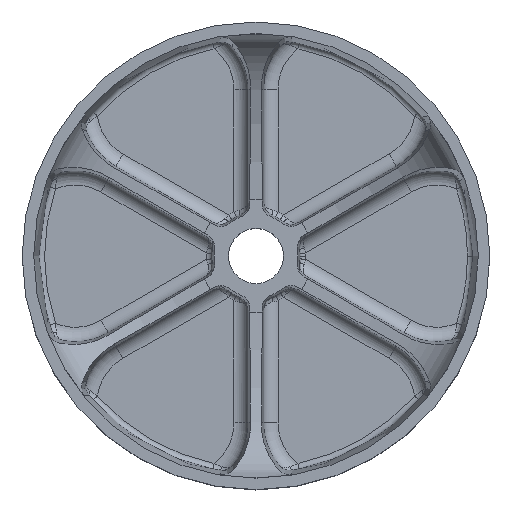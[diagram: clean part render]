
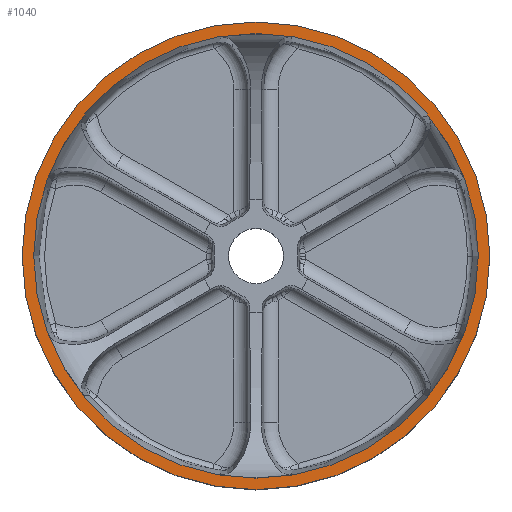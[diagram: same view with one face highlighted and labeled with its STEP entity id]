
A CAD part, top view. The second image highlights one B-rep face of the part: STEP entity #1040.
In plain terms, the highlighted planar face has unit normal (0, 0, 1).
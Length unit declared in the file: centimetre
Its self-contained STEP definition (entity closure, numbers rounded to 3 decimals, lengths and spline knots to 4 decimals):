
#1040 = ADVANCED_FACE ( 'NONE', ( #12860, #3662 ), #6112, .F. ) ;
#1268 = VERTEX_POINT ( 'NONE', #17414 ) ;
#3265 = DIRECTION ( 'NONE',  ( 0., 0., 1. ) ) ;
#3599 = DIRECTION ( 'NONE',  ( 1., 0., 0. ) ) ;
#3662 = FACE_OUTER_BOUND ( 'NONE', #19219, .T. ) ;
#5409 = CARTESIAN_POINT ( 'NONE',  ( 0., 0., 0. ) ) ;
#5697 = CARTESIAN_POINT ( 'NONE',  ( 3.85, 0., 0. ) ) ;
#6112 = PLANE ( 'NONE',  #8272 ) ;
#6391 = AXIS2_PLACEMENT_3D ( 'NONE', #22145, #28880, #3599 ) ;
#6439 = CIRCLE ( 'NONE', #22580, 3.85 ) ;
#6591 = DIRECTION ( 'NONE',  ( 0., 0., 1. ) ) ;
#7158 = EDGE_CURVE ( 'NONE', #1268, #22616, #10808, .T. ) ;
#8272 = AXIS2_PLACEMENT_3D ( 'NONE', #17751, #12705, #29406 ) ;
#8779 = DIRECTION ( 'NONE',  ( 0., 0., 1. ) ) ;
#8891 = CARTESIAN_POINT ( 'NONE',  ( 0., 0., 0. ) ) ;
#9039 = VERTEX_POINT ( 'NONE', #26235 ) ;
#9180 = ORIENTED_EDGE ( 'NONE', *, *, #11057, .F. ) ;
#10808 = CIRCLE ( 'NONE', #6391, 3.85 ) ;
#11057 = EDGE_CURVE ( 'NONE', #22616, #1268, #6439, .T. ) ;
#11230 = ORIENTED_EDGE ( 'NONE', *, *, #7158, .F. ) ;
#12228 = CIRCLE ( 'NONE', #26418, 4.05 ) ;
#12705 = DIRECTION ( 'NONE',  ( 0., 0., -1. ) ) ;
#12860 = FACE_BOUND ( 'NONE', #23514, .T. ) ;
#13183 = DIRECTION ( 'NONE',  ( 1., 0., 0. ) ) ;
#13781 = ORIENTED_EDGE ( 'NONE', *, *, #26669, .T. ) ;
#17414 = CARTESIAN_POINT ( 'NONE',  ( -3.85, 0., 0. ) ) ;
#17751 = CARTESIAN_POINT ( 'NONE',  ( 0., 4.05, 0. ) ) ;
#19219 = EDGE_LOOP ( 'NONE', ( #13781, #28259 ) ) ;
#19816 = DIRECTION ( 'NONE',  ( 1., 0., 0. ) ) ;
#20589 = CARTESIAN_POINT ( 'NONE',  ( 4.05, 0., 0. ) ) ;
#21501 = AXIS2_PLACEMENT_3D ( 'NONE', #25012, #8779, #29628 ) ;
#22145 = CARTESIAN_POINT ( 'NONE',  ( 0., 0., 0. ) ) ;
#22486 = CIRCLE ( 'NONE', #21501, 4.05 ) ;
#22580 = AXIS2_PLACEMENT_3D ( 'NONE', #5409, #3265, #19816 ) ;
#22616 = VERTEX_POINT ( 'NONE', #5697 ) ;
#23514 = EDGE_LOOP ( 'NONE', ( #9180, #11230 ) ) ;
#25012 = CARTESIAN_POINT ( 'NONE',  ( 0., 0., 0. ) ) ;
#26235 = CARTESIAN_POINT ( 'NONE',  ( -4.05, 0., 0. ) ) ;
#26418 = AXIS2_PLACEMENT_3D ( 'NONE', #8891, #6591, #13183 ) ;
#26666 = VERTEX_POINT ( 'NONE', #20589 ) ;
#26669 = EDGE_CURVE ( 'NONE', #26666, #9039, #22486, .T. ) ;
#28259 = ORIENTED_EDGE ( 'NONE', *, *, #28828, .T. ) ;
#28828 = EDGE_CURVE ( 'NONE', #9039, #26666, #12228, .T. ) ;
#28880 = DIRECTION ( 'NONE',  ( 0., 0., 1. ) ) ;
#29406 = DIRECTION ( 'NONE',  ( -1., 0., 0. ) ) ;
#29628 = DIRECTION ( 'NONE',  ( 1., 0., 0. ) ) ;
